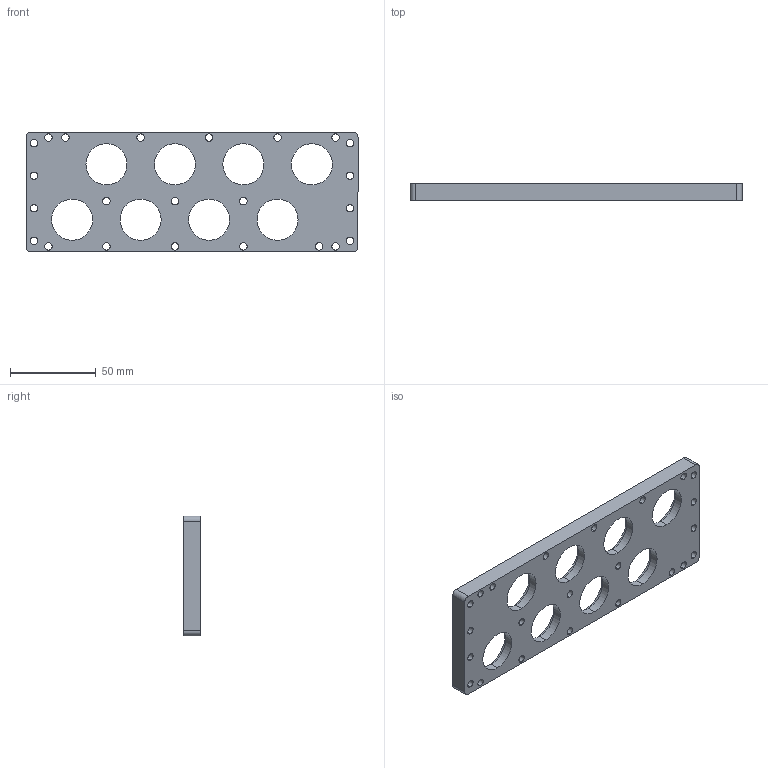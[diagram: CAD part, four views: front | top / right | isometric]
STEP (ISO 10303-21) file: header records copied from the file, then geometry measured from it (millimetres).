
FILE_DESCRIPTION (( 'STEP AP214' ), '1' );
FILE_NAME ('Syringe Holder.STEP', '2025-09-19T19:24:24', ( '' ), ( '' ), 'SwSTEP 2.0', 'SolidWorks 2025', '' );
FILE_SCHEMA (( 'AUTOMOTIVE_DESIGN' ));
Length unit declared in the file: millimetre
Products named in the file (1): Syringe Holder
Bounding box: 194 x 10 x 70 mm (x, y, z)
Volume: 77370.8 mm3; surface area: 35240 mm2
Topology: 1 solids, 1 shells, 230 faces, 624 edges, 416 vertices
Faces by surface type: cylinder 90, plane 89, bspline 51
Entity records: 9981 total; most frequent: CARTESIAN_POINT 4194, ORIENTED_EDGE 1248, DIRECTION 1062, EDGE_CURVE 624, VERTEX_POINT 416, AXIS2_PLACEMENT_3D 360, LINE 342, VECTOR 342
